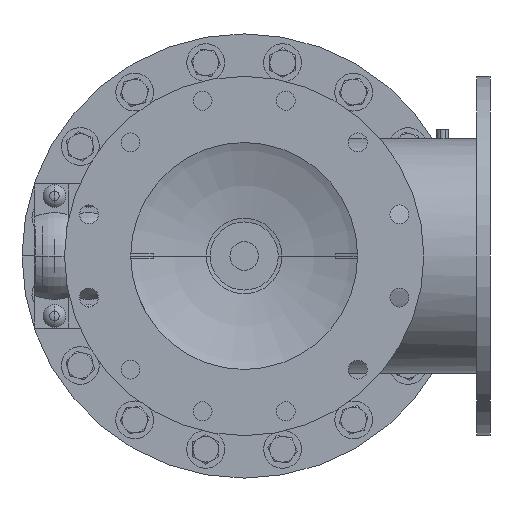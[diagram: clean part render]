
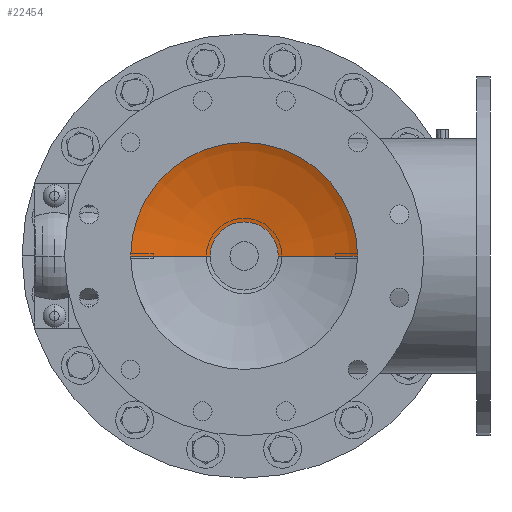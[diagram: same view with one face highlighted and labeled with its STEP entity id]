
A CAD part, front view. The second image highlights one B-rep face of the part: STEP entity #22454.
In plain terms, the highlighted toroidal (fillet/blend) face has major radius 0.028 mm and minor radius 401.408 mm.
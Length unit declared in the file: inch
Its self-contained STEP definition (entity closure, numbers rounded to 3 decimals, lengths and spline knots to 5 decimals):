
#406 = ORIENTED_EDGE ( 'NONE', *, *, #43080, .F. ) ;
#2888 = CARTESIAN_POINT ( 'NONE',  ( -0.0011, 47.03935, 0. ) ) ;
#3223 = DIRECTION ( 'NONE',  ( -1., 0., 0. ) ) ;
#7110 = DIRECTION ( 'NONE',  ( 0., 0., -1. ) ) ;
#7290 = DIRECTION ( 'NONE',  ( 1., 0., 0. ) ) ;
#9224 = CARTESIAN_POINT ( 'NONE',  ( 0.0011, 47.03935, 0. ) ) ;
#9701 = FACE_OUTER_BOUND ( 'NONE', #33285, .T. ) ;
#11160 = CARTESIAN_POINT ( 'NONE',  ( -1.80331, 62.73944, 0. ) ) ;
#14421 = EDGE_CURVE ( 'NONE', #33500, #19489, #30346, .T. ) ;
#14918 = TOROIDAL_SURFACE ( 'NONE', #31106, -0.0011, 15.80344 ) ;
#16596 = CARTESIAN_POINT ( 'NONE',  ( -7.37391, 61.01641, 0. ) ) ;
#17602 = DIRECTION ( 'NONE',  ( 1., 0., 0. ) ) ;
#17606 = AXIS2_PLACEMENT_3D ( 'NONE', #25421, #40848, #17957 ) ;
#17627 = AXIS2_PLACEMENT_3D ( 'NONE', #47423, #40166, #17602 ) ;
#17957 = DIRECTION ( 'NONE',  ( 1., 0., 0. ) ) ;
#18599 = VERTEX_POINT ( 'NONE', #33566 ) ;
#19129 = CIRCLE ( 'NONE', #17627, 7.37391 ) ;
#19489 = VERTEX_POINT ( 'NONE', #11160 ) ;
#19611 = CIRCLE ( 'NONE', #22016, 15.80344 ) ;
#20187 = EDGE_CURVE ( 'NONE', #18599, #33190, #19129, .T. ) ;
#22016 = AXIS2_PLACEMENT_3D ( 'NONE', #2888, #7110, #3223 ) ;
#22085 = EDGE_CURVE ( 'NONE', #33500, #18599, #19611, .T. ) ;
#22454 = ADVANCED_FACE ( 'NONE', ( #9701 ), #14918, .F. ) ;
#25421 = CARTESIAN_POINT ( 'NONE',  ( 0., 62.73944, 0. ) ) ;
#25813 = DIRECTION ( 'NONE',  ( 0., -1., 0. ) ) ;
#27275 = CARTESIAN_POINT ( 'NONE',  ( 1.80331, 62.73944, 0. ) ) ;
#27591 = ORIENTED_EDGE ( 'NONE', *, *, #22085, .T. ) ;
#30346 = CIRCLE ( 'NONE', #17606, 1.80331 ) ;
#30385 = ORIENTED_EDGE ( 'NONE', *, *, #14421, .F. ) ;
#31106 = AXIS2_PLACEMENT_3D ( 'NONE', #44630, #25813, #7290 ) ;
#31270 = ORIENTED_EDGE ( 'NONE', *, *, #20187, .T. ) ;
#33190 = VERTEX_POINT ( 'NONE', #16596 ) ;
#33285 = EDGE_LOOP ( 'NONE', ( #406, #30385, #27591, #31270 ) ) ;
#33500 = VERTEX_POINT ( 'NONE', #27275 ) ;
#33566 = CARTESIAN_POINT ( 'NONE',  ( 7.37391, 61.01641, 0. ) ) ;
#35267 = DIRECTION ( 'NONE',  ( 0., 0., 1. ) ) ;
#35756 = DIRECTION ( 'NONE',  ( 1., 0., 0. ) ) ;
#36848 = CIRCLE ( 'NONE', #47847, 15.80344 ) ;
#40166 = DIRECTION ( 'NONE',  ( 0., -1., 0. ) ) ;
#40848 = DIRECTION ( 'NONE',  ( 0., -1., 0. ) ) ;
#43080 = EDGE_CURVE ( 'NONE', #19489, #33190, #36848, .T. ) ;
#44630 = CARTESIAN_POINT ( 'NONE',  ( 0., 47.03935, 0. ) ) ;
#47423 = CARTESIAN_POINT ( 'NONE',  ( 0., 61.01641, 0. ) ) ;
#47847 = AXIS2_PLACEMENT_3D ( 'NONE', #9224, #35267, #35756 ) ;
